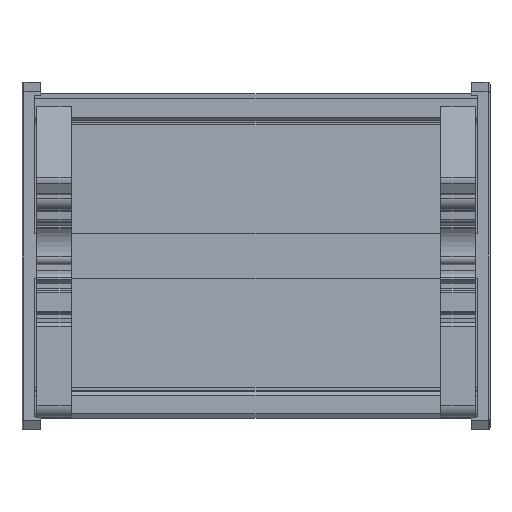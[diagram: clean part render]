
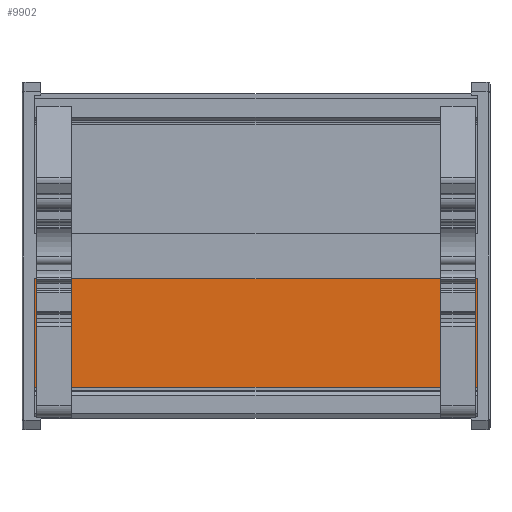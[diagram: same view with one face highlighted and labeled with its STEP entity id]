
A CAD part, front view. The second image highlights one B-rep face of the part: STEP entity #9902.
In plain terms, the highlighted planar face has unit normal (0, -1, 0).
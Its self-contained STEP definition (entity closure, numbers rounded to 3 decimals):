
#9846=CARTESIAN_POINT('',(-570.895,-523.966,117.2));
#9847=VERTEX_POINT('',#9846);
#9854=CARTESIAN_POINT('',(-570.895,-523.966,0.0));
#9855=VERTEX_POINT('',#9854);
#9856=CARTESIAN_POINT('',(-570.895,-523.966,0.0));
#9857=DIRECTION('',(0.0,0.0,1.0));
#9858=VECTOR('',#9857,117.2);
#9859=LINE('',#9856,#9858);
#9860=EDGE_CURVE('',#9855,#9847,#9859,.T.);
#9872=CARTESIAN_POINT('',(-570.895,-523.966,0.0));
#9873=DIRECTION('',(0.0,-1.0,0.0));
#9874=DIRECTION('',(0.0,0.0,-1.0));
#9875=AXIS2_PLACEMENT_3D('',#9872,#9873,#9874);
#9876=PLANE('',#9875);
#9877=CARTESIAN_POINT('',(-599.716,-523.966,117.2));
#9878=VERTEX_POINT('',#9877);
#9879=CARTESIAN_POINT('',(-570.895,-523.966,117.2));
#9880=DIRECTION('',(-1.0,0.0,0.0));
#9881=VECTOR('',#9880,28.821);
#9882=LINE('',#9879,#9881);
#9883=EDGE_CURVE('',#9847,#9878,#9882,.T.);
#9884=ORIENTED_EDGE('',*,*,#9883,.T.);
#9885=CARTESIAN_POINT('',(-599.716,-523.966,0.0));
#9886=VERTEX_POINT('',#9885);
#9887=CARTESIAN_POINT('',(-599.716,-523.966,0.0));
#9888=DIRECTION('',(0.0,0.0,1.0));
#9889=VECTOR('',#9888,117.2);
#9890=LINE('',#9887,#9889);
#9891=EDGE_CURVE('',#9886,#9878,#9890,.T.);
#9892=ORIENTED_EDGE('',*,*,#9891,.F.);
#9893=CARTESIAN_POINT('',(-599.716,-523.966,0.0));
#9894=DIRECTION('',(1.0,0.0,0.0));
#9895=VECTOR('',#9894,28.821);
#9896=LINE('',#9893,#9895);
#9897=EDGE_CURVE('',#9886,#9855,#9896,.T.);
#9898=ORIENTED_EDGE('',*,*,#9897,.T.);
#9899=ORIENTED_EDGE('',*,*,#9860,.T.);
#9900=EDGE_LOOP('',(#9884,#9892,#9898,#9899));
#9901=FACE_OUTER_BOUND('',#9900,.T.);
#9902=ADVANCED_FACE('',(#9901),#9876,.T.);
